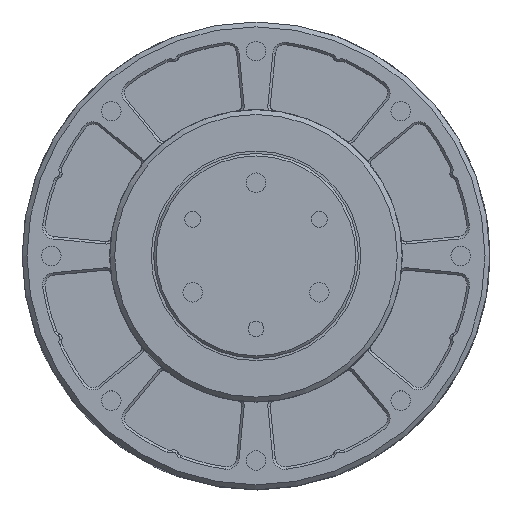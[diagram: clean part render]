
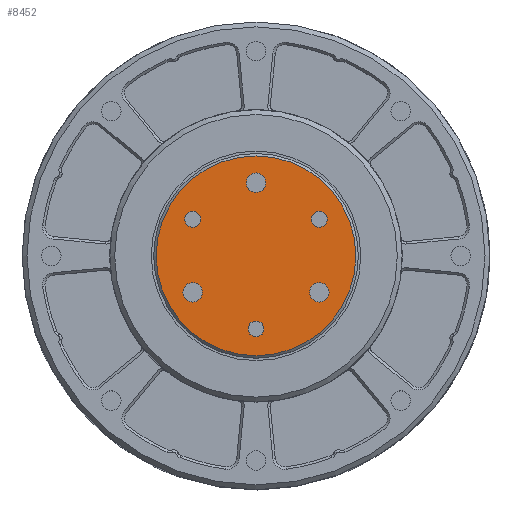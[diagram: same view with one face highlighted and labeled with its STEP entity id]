
A CAD part, top view. The second image highlights one B-rep face of the part: STEP entity #8452.
In plain terms, the highlighted planar face has unit normal (0, 0, 1).
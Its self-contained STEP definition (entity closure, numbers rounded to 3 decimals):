
#72=FACE_BOUND('',#1415,.T.);
#73=FACE_BOUND('',#1416,.T.);
#74=FACE_BOUND('',#1417,.T.);
#75=FACE_BOUND('',#1418,.T.);
#76=FACE_BOUND('',#1419,.T.);
#77=FACE_BOUND('',#1420,.T.);
#413=PLANE('',#9547);
#838=FACE_OUTER_BOUND('',#1414,.T.);
#1414=EDGE_LOOP('',(#7189));
#1415=EDGE_LOOP('',(#7190));
#1416=EDGE_LOOP('',(#7191));
#1417=EDGE_LOOP('',(#7192));
#1418=EDGE_LOOP('',(#7193));
#1419=EDGE_LOOP('',(#7194));
#1420=EDGE_LOOP('',(#7195));
#2723=CIRCLE('',#8652,1.621);
#2725=CIRCLE('',#8656,1.621);
#2727=CIRCLE('',#8660,1.621);
#2824=CIRCLE('',#8809,2.);
#2826=CIRCLE('',#8812,2.);
#2828=CIRCLE('',#8815,2.);
#2832=CIRCLE('',#8820,20.5);
#3357=VERTEX_POINT('',#12669);
#3359=VERTEX_POINT('',#12676);
#3361=VERTEX_POINT('',#12683);
#3513=VERTEX_POINT('',#13101);
#3515=VERTEX_POINT('',#13107);
#3517=VERTEX_POINT('',#13113);
#3521=VERTEX_POINT('',#13123);
#4138=EDGE_CURVE('',#3357,#3357,#2723,.T.);
#4141=EDGE_CURVE('',#3359,#3359,#2725,.T.);
#4144=EDGE_CURVE('',#3361,#3361,#2727,.T.);
#4322=EDGE_CURVE('',#3513,#3513,#2824,.T.);
#4325=EDGE_CURVE('',#3515,#3515,#2826,.T.);
#4328=EDGE_CURVE('',#3517,#3517,#2828,.T.);
#4334=EDGE_CURVE('',#3521,#3521,#2832,.T.);
#7189=ORIENTED_EDGE('',*,*,#4334,.T.);
#7190=ORIENTED_EDGE('',*,*,#4138,.T.);
#7191=ORIENTED_EDGE('',*,*,#4141,.T.);
#7192=ORIENTED_EDGE('',*,*,#4144,.T.);
#7193=ORIENTED_EDGE('',*,*,#4322,.F.);
#7194=ORIENTED_EDGE('',*,*,#4325,.F.);
#7195=ORIENTED_EDGE('',*,*,#4328,.F.);
#8452=ADVANCED_FACE('',(#838,#72,#73,#74,#75,#76,#77),#413,.T.);
#8652=AXIS2_PLACEMENT_3D('',#12670,#9808,#9809);
#8656=AXIS2_PLACEMENT_3D('',#12677,#9817,#9818);
#8660=AXIS2_PLACEMENT_3D('',#12684,#9826,#9827);
#8809=AXIS2_PLACEMENT_3D('',#13102,#10193,#10194);
#8812=AXIS2_PLACEMENT_3D('',#13108,#10200,#10201);
#8815=AXIS2_PLACEMENT_3D('',#13114,#10207,#10208);
#8820=AXIS2_PLACEMENT_3D('',#13125,#10219,#10220);
#9547=AXIS2_PLACEMENT_3D('',#14968,#12053,#12054);
#9808=DIRECTION('center_axis',(0.,0.,-1.));
#9809=DIRECTION('ref_axis',(-0.866,0.5,0.));
#9817=DIRECTION('center_axis',(0.,0.,-1.));
#9818=DIRECTION('ref_axis',(-0.866,0.5,0.));
#9826=DIRECTION('center_axis',(0.,0.,-1.));
#9827=DIRECTION('ref_axis',(-0.866,0.5,0.));
#10193=DIRECTION('center_axis',(0.,0.,1.));
#10194=DIRECTION('ref_axis',(1.,0.,0.));
#10200=DIRECTION('center_axis',(0.,0.,1.));
#10201=DIRECTION('ref_axis',(1.,0.,0.));
#10207=DIRECTION('center_axis',(0.,0.,1.));
#10208=DIRECTION('ref_axis',(1.,0.,0.));
#10219=DIRECTION('center_axis',(0.,0.,1.));
#10220=DIRECTION('ref_axis',(1.,0.,0.));
#12053=DIRECTION('center_axis',(0.,0.,1.));
#12054=DIRECTION('ref_axis',(1.,0.,0.));
#12669=CARTESIAN_POINT('',(14.394,6.69,3.));
#12670=CARTESIAN_POINT('Origin',(12.99,7.5,3.));
#12676=CARTESIAN_POINT('',(1.404,-15.811,3.));
#12677=CARTESIAN_POINT('Origin',(0.,-15.,
3.));
#12683=CARTESIAN_POINT('',(-11.587,6.69,3.));
#12684=CARTESIAN_POINT('Origin',(-12.99,7.5,3.));
#13101=CARTESIAN_POINT('',(-10.99,-7.5,3.));
#13102=CARTESIAN_POINT('Origin',(-12.99,-7.5,3.));
#13107=CARTESIAN_POINT('',(14.99,-7.5,3.));
#13108=CARTESIAN_POINT('Origin',(12.99,-7.5,3.));
#13113=CARTESIAN_POINT('',(2.,15.,3.));
#13114=CARTESIAN_POINT('Origin',(0.,15.,3.));
#13123=CARTESIAN_POINT('',(20.5,0.,3.));
#13125=CARTESIAN_POINT('Origin',(0.,0.,3.));
#14968=CARTESIAN_POINT('Origin',(0.,0.,3.));
